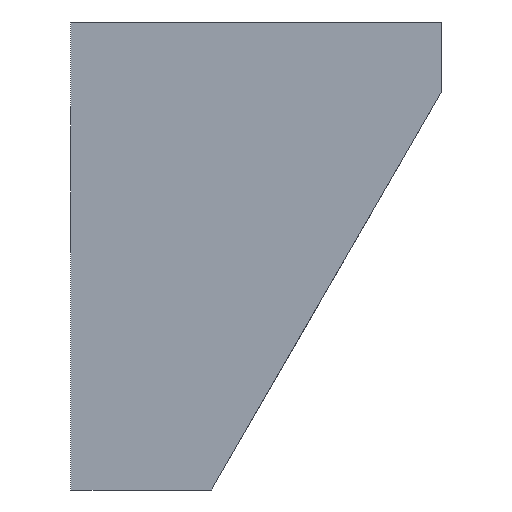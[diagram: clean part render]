
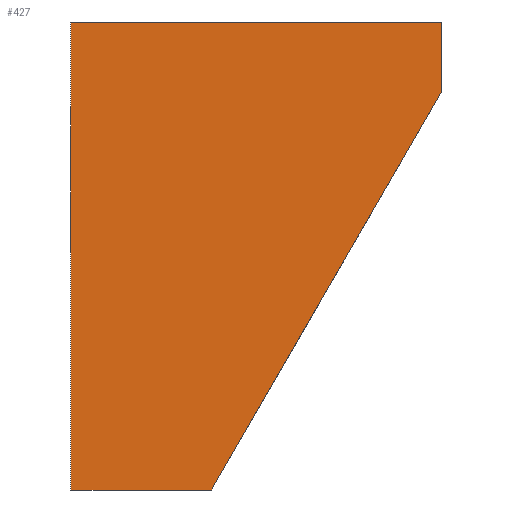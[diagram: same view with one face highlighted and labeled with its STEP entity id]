
A CAD part, front view. The second image highlights one B-rep face of the part: STEP entity #427.
In plain terms, the highlighted planar face has unit normal (0, -1, 0).
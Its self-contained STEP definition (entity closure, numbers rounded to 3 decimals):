
#31=PLANE('',#493);
#53=FACE_OUTER_BOUND('',#80,.T.);
#80=EDGE_LOOP('',(#355,#356,#357,#358,#359));
#111=LINE('',#711,#141);
#120=LINE('',#738,#150);
#121=LINE('',#739,#151);
#122=LINE('',#741,#152);
#123=LINE('',#742,#153);
#141=VECTOR('',#583,10.);
#150=VECTOR('',#614,10.);
#151=VECTOR('',#615,10.);
#152=VECTOR('',#616,10.);
#153=VECTOR('',#617,10.);
#208=VERTEX_POINT('',#708);
#209=VERTEX_POINT('',#710);
#215=VERTEX_POINT('',#736);
#216=VERTEX_POINT('',#737);
#217=VERTEX_POINT('',#740);
#256=EDGE_CURVE('',#209,#208,#111,.T.);
#270=EDGE_CURVE('',#215,#216,#120,.T.);
#271=EDGE_CURVE('',#216,#209,#121,.T.);
#272=EDGE_CURVE('',#208,#217,#122,.T.);
#273=EDGE_CURVE('',#217,#215,#123,.T.);
#355=ORIENTED_EDGE('',*,*,#270,.T.);
#356=ORIENTED_EDGE('',*,*,#271,.T.);
#357=ORIENTED_EDGE('',*,*,#256,.T.);
#358=ORIENTED_EDGE('',*,*,#272,.T.);
#359=ORIENTED_EDGE('',*,*,#273,.T.);
#427=ADVANCED_FACE('',(#53),#31,.T.);
#493=AXIS2_PLACEMENT_3D('',#735,#612,#613);
#583=DIRECTION('',(0.,0.,1.));
#612=DIRECTION('center_axis',(0.,-1.,0.));
#613=DIRECTION('ref_axis',(0.,0.,-1.));
#614=DIRECTION('',(1.,0.,0.));
#615=DIRECTION('',(0.5,0.,0.866));
#616=DIRECTION('',(-1.,0.,0.));
#617=DIRECTION('',(0.,0.,-1.));
#708=CARTESIAN_POINT('',(86.168,-37.,373.));
#710=CARTESIAN_POINT('',(86.168,-37.,372.));
#711=CARTESIAN_POINT('',(86.168,-37.,372.));
#735=CARTESIAN_POINT('Origin',(83.534,-37.,369.67));
#736=CARTESIAN_POINT('',(80.9,-37.,366.34));
#737=CARTESIAN_POINT('',(82.9,-37.,366.34));
#738=CARTESIAN_POINT('',(82.9,-37.,366.34));
#739=CARTESIAN_POINT('',(87.9,-37.,375.));
#740=CARTESIAN_POINT('',(80.9,-37.,373.));
#741=CARTESIAN_POINT('',(86.745,-37.,373.));
#742=CARTESIAN_POINT('',(80.9,-37.,375.));
